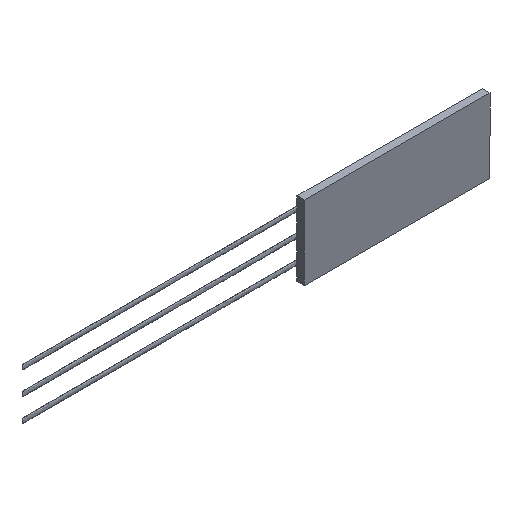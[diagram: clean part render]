
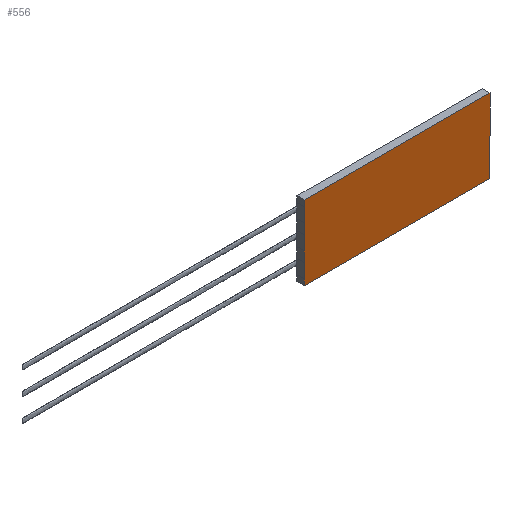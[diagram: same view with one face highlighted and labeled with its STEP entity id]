
A CAD part, isometric view. The second image highlights one B-rep face of the part: STEP entity #556.
In plain terms, the highlighted planar face has unit normal (0, -1, 0).
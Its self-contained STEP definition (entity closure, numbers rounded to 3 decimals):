
#6 = VECTOR ( 'NONE', #1303, 1000. ) ;
#33 = DIRECTION ( 'NONE',  ( 1., 0., 0. ) ) ;
#54 = DIRECTION ( 'NONE',  ( 0., 0., 1. ) ) ;
#86 = ORIENTED_EDGE ( 'NONE', *, *, #471, .F. ) ;
#115 = DIRECTION ( 'NONE',  ( 1., 0., 0. ) ) ;
#123 = CARTESIAN_POINT ( 'NONE',  ( -0.01, 0., 3.25 ) ) ;
#178 = ORIENTED_EDGE ( 'NONE', *, *, #2167, .F. ) ;
#200 = LINE ( 'NONE', #852, #2252 ) ;
#228 = VECTOR ( 'NONE', #875, 1000. ) ;
#248 = CARTESIAN_POINT ( 'NONE',  ( 0., 0., 0. ) ) ;
#283 = LINE ( 'NONE', #1304, #228 ) ;
#290 = CARTESIAN_POINT ( 'NONE',  ( -0.01, 0., 7.354 ) ) ;
#309 = VECTOR ( 'NONE', #980, 1000. ) ;
#326 = EDGE_CURVE ( 'NONE', #1861, #1745, #1045, .T. ) ;
#376 = DIRECTION ( 'NONE',  ( 0., 0., 1. ) ) ;
#400 = EDGE_CURVE ( 'NONE', #1902, #1478, #1677, .T. ) ;
#407 = LINE ( 'NONE', #2322, #2441 ) ;
#411 = VERTEX_POINT ( 'NONE', #1696 ) ;
#415 = LINE ( 'NONE', #1759, #309 ) ;
#430 = CARTESIAN_POINT ( 'NONE',  ( -0.01, 0., 2.146 ) ) ;
#464 = CARTESIAN_POINT ( 'NONE',  ( -0.01, 0., 0.646 ) ) ;
#466 = VERTEX_POINT ( 'NONE', #1116 ) ;
#471 = EDGE_CURVE ( 'NONE', #902, #1861, #1692, .T. ) ;
#480 = VERTEX_POINT ( 'NONE', #883 ) ;
#490 = CARTESIAN_POINT ( 'NONE',  ( -0.01, 0., 3.25 ) ) ;
#499 = DIRECTION ( 'NONE',  ( 0., 0., 1. ) ) ;
#505 = EDGE_CURVE ( 'NONE', #1316, #520, #878, .T. ) ;
#509 = CARTESIAN_POINT ( 'NONE',  ( -0.01, 0., 7.354 ) ) ;
#511 = LINE ( 'NONE', #430, #581 ) ;
#520 = VERTEX_POINT ( 'NONE', #509 ) ;
#526 = CARTESIAN_POINT ( 'NONE',  ( -0.01, 0., 0.646 ) ) ;
#528 = DIRECTION ( 'NONE',  ( 0., 0., 1. ) ) ;
#556 = ADVANCED_FACE ( 'NONE', ( #758 ), #1106, .F. ) ;
#571 = CARTESIAN_POINT ( 'NONE',  ( 0., 0., 0. ) ) ;
#581 = VECTOR ( 'NONE', #33, 1000. ) ;
#610 = CARTESIAN_POINT ( 'NONE',  ( -0.01, 0., 4.75 ) ) ;
#611 = ORIENTED_EDGE ( 'NONE', *, *, #1965, .F. ) ;
#612 = LINE ( 'NONE', #1992, #2336 ) ;
#684 = ORIENTED_EDGE ( 'NONE', *, *, #1129, .F. ) ;
#689 = ORIENTED_EDGE ( 'NONE', *, *, #1535, .T. ) ;
#697 = CARTESIAN_POINT ( 'NONE',  ( 0., 0., 8. ) ) ;
#722 = DIRECTION ( 'NONE',  ( 0., 1., 0. ) ) ;
#754 = LINE ( 'NONE', #858, #1427 ) ;
#758 = FACE_OUTER_BOUND ( 'NONE', #1632, .T. ) ;
#760 = CARTESIAN_POINT ( 'NONE',  ( 0., 0., 7.354 ) ) ;
#766 = CARTESIAN_POINT ( 'NONE',  ( 20., 0., 0. ) ) ;
#840 = LINE ( 'NONE', #571, #1957 ) ;
#852 = CARTESIAN_POINT ( 'NONE',  ( 0., 0., 0. ) ) ;
#858 = CARTESIAN_POINT ( 'NONE',  ( 0., 0., 0. ) ) ;
#875 = DIRECTION ( 'NONE',  ( 1., 0., 0. ) ) ;
#878 = LINE ( 'NONE', #290, #1261 ) ;
#883 = CARTESIAN_POINT ( 'NONE',  ( 0., 0., 5.854 ) ) ;
#902 = VERTEX_POINT ( 'NONE', #2493 ) ;
#908 = VECTOR ( 'NONE', #912, 1000. ) ;
#912 = DIRECTION ( 'NONE',  ( 1., 0., 0. ) ) ;
#980 = DIRECTION ( 'NONE',  ( 1., 0., 0. ) ) ;
#1005 = VECTOR ( 'NONE', #1095, 1000. ) ;
#1045 = LINE ( 'NONE', #766, #1526 ) ;
#1053 = ORIENTED_EDGE ( 'NONE', *, *, #1581, .T. ) ;
#1054 = ORIENTED_EDGE ( 'NONE', *, *, #1761, .F. ) ;
#1095 = DIRECTION ( 'NONE',  ( 0., 0., 1. ) ) ;
#1100 = ORIENTED_EDGE ( 'NONE', *, *, #326, .F. ) ;
#1106 = PLANE ( 'NONE',  #1550 ) ;
#1116 = CARTESIAN_POINT ( 'NONE',  ( 0., 0., 3.25 ) ) ;
#1121 = CARTESIAN_POINT ( 'NONE',  ( -0.01, 0., 4.75 ) ) ;
#1123 = ORIENTED_EDGE ( 'NONE', *, *, #2518, .F. ) ;
#1129 = EDGE_CURVE ( 'NONE', #2304, #1387, #511, .T. ) ;
#1145 = DIRECTION ( 'NONE',  ( -1., 0., 0. ) ) ;
#1207 = CARTESIAN_POINT ( 'NONE',  ( 20., 0., 0. ) ) ;
#1261 = VECTOR ( 'NONE', #1701, 1000. ) ;
#1300 = EDGE_CURVE ( 'NONE', #2530, #902, #200, .T. ) ;
#1303 = DIRECTION ( 'NONE',  ( 1., 0., 0. ) ) ;
#1304 = CARTESIAN_POINT ( 'NONE',  ( -0.01, 0., 0.646 ) ) ;
#1308 = VECTOR ( 'NONE', #499, 1000. ) ;
#1316 = VERTEX_POINT ( 'NONE', #2242 ) ;
#1318 = LINE ( 'NONE', #1121, #2365 ) ;
#1387 = VERTEX_POINT ( 'NONE', #2230 ) ;
#1427 = VECTOR ( 'NONE', #54, 1000. ) ;
#1435 = ORIENTED_EDGE ( 'NONE', *, *, #1300, .F. ) ;
#1444 = EDGE_CURVE ( 'NONE', #2213, #1478, #283, .T. ) ;
#1475 = VERTEX_POINT ( 'NONE', #490 ) ;
#1478 = VERTEX_POINT ( 'NONE', #1697 ) ;
#1489 = CARTESIAN_POINT ( 'NONE',  ( 20., 0., 8. ) ) ;
#1526 = VECTOR ( 'NONE', #2523, 1000. ) ;
#1535 = EDGE_CURVE ( 'NONE', #1475, #466, #1962, .T. ) ;
#1550 = AXIS2_PLACEMENT_3D ( 'NONE', #1914, #722, #2074 ) ;
#1564 = ORIENTED_EDGE ( 'NONE', *, *, #400, .F. ) ;
#1568 = CARTESIAN_POINT ( 'NONE',  ( -0.01, 0., 2.146 ) ) ;
#1581 = EDGE_CURVE ( 'NONE', #1316, #480, #415, .T. ) ;
#1613 = VERTEX_POINT ( 'NONE', #610 ) ;
#1632 = EDGE_LOOP ( 'NONE', ( #1564, #2093, #1100, #86, #1435, #178, #2494, #1053, #611, #1790, #1123, #689, #1054, #684, #2503, #1752 ) ) ;
#1677 = LINE ( 'NONE', #248, #1308 ) ;
#1692 = LINE ( 'NONE', #697, #6 ) ;
#1696 = CARTESIAN_POINT ( 'NONE',  ( 0., 0., 4.75 ) ) ;
#1697 = CARTESIAN_POINT ( 'NONE',  ( 0., 0., 0.646 ) ) ;
#1701 = DIRECTION ( 'NONE',  ( 0., 0., 1. ) ) ;
#1745 = VERTEX_POINT ( 'NONE', #1207 ) ;
#1752 = ORIENTED_EDGE ( 'NONE', *, *, #1444, .T. ) ;
#1754 = DIRECTION ( 'NONE',  ( 1., 0., 0. ) ) ;
#1759 = CARTESIAN_POINT ( 'NONE',  ( -0.01, 0., 5.854 ) ) ;
#1761 = EDGE_CURVE ( 'NONE', #1387, #466, #612, .T. ) ;
#1790 = ORIENTED_EDGE ( 'NONE', *, *, #2435, .F. ) ;
#1857 = DIRECTION ( 'NONE',  ( 0., 0., 1. ) ) ;
#1861 = VERTEX_POINT ( 'NONE', #1489 ) ;
#1902 = VERTEX_POINT ( 'NONE', #2429 ) ;
#1914 = CARTESIAN_POINT ( 'NONE',  ( 0., 0., 0. ) ) ;
#1923 = EDGE_CURVE ( 'NONE', #2213, #2304, #2185, .T. ) ;
#1957 = VECTOR ( 'NONE', #1145, 1000. ) ;
#1962 = LINE ( 'NONE', #123, #908 ) ;
#1965 = EDGE_CURVE ( 'NONE', #411, #480, #754, .T. ) ;
#1992 = CARTESIAN_POINT ( 'NONE',  ( 0., 0., 0. ) ) ;
#2074 = DIRECTION ( 'NONE',  ( 0., 0., 1. ) ) ;
#2093 = ORIENTED_EDGE ( 'NONE', *, *, #2251, .F. ) ;
#2167 = EDGE_CURVE ( 'NONE', #520, #2530, #407, .T. ) ;
#2185 = LINE ( 'NONE', #464, #1005 ) ;
#2213 = VERTEX_POINT ( 'NONE', #526 ) ;
#2230 = CARTESIAN_POINT ( 'NONE',  ( 0., 0., 2.146 ) ) ;
#2242 = CARTESIAN_POINT ( 'NONE',  ( -0.01, 0., 5.854 ) ) ;
#2251 = EDGE_CURVE ( 'NONE', #1745, #1902, #840, .T. ) ;
#2252 = VECTOR ( 'NONE', #1857, 1000. ) ;
#2282 = CARTESIAN_POINT ( 'NONE',  ( -0.01, 0., 3.25 ) ) ;
#2300 = VECTOR ( 'NONE', #528, 1000. ) ;
#2304 = VERTEX_POINT ( 'NONE', #1568 ) ;
#2322 = CARTESIAN_POINT ( 'NONE',  ( -0.01, 0., 7.354 ) ) ;
#2336 = VECTOR ( 'NONE', #376, 1000. ) ;
#2365 = VECTOR ( 'NONE', #115, 1000. ) ;
#2429 = CARTESIAN_POINT ( 'NONE',  ( 0., 0., 0. ) ) ;
#2435 = EDGE_CURVE ( 'NONE', #1613, #411, #1318, .T. ) ;
#2441 = VECTOR ( 'NONE', #1754, 1000. ) ;
#2493 = CARTESIAN_POINT ( 'NONE',  ( 0., 0., 8. ) ) ;
#2494 = ORIENTED_EDGE ( 'NONE', *, *, #505, .F. ) ;
#2503 = ORIENTED_EDGE ( 'NONE', *, *, #1923, .F. ) ;
#2518 = EDGE_CURVE ( 'NONE', #1475, #1613, #2563, .T. ) ;
#2523 = DIRECTION ( 'NONE',  ( 0., 0., -1. ) ) ;
#2530 = VERTEX_POINT ( 'NONE', #760 ) ;
#2563 = LINE ( 'NONE', #2282, #2300 ) ;
